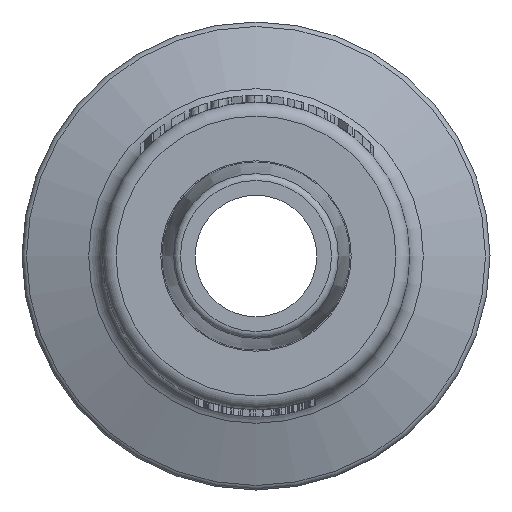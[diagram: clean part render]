
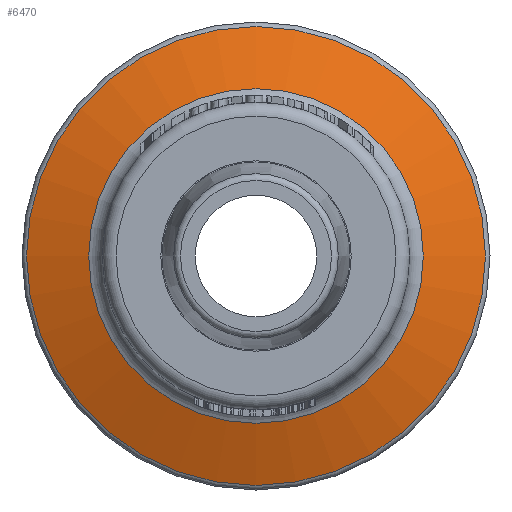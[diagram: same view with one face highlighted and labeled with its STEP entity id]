
A CAD part, left-side view. The second image highlights one B-rep face of the part: STEP entity #6470.
In plain terms, the highlighted conical face has half-angle 70 degrees and reference radius 21.463 mm.
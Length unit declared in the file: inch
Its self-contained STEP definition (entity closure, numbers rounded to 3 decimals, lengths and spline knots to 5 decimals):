
#156=CONICAL_SURFACE($,#6972,0.845,70.);
#1682=FACE_BOUND($,#2141,.T.);
#1733=FACE_OUTER_BOUND($,#2140,.T.);
#2140=EDGE_LOOP($,(#4689));
#2141=EDGE_LOOP($,(#4690));
#2564=CIRCLE($,#6868,0.72922);
#2635=CIRCLE($,#6973,1.00026);
#2763=VERTEX_POINT($,#8891);
#3000=VERTEX_POINT($,#10123);
#3442=EDGE_CURVE($,#2763,#2763,#2564,.T.);
#3679=EDGE_CURVE($,#3000,#3000,#2635,.T.);
#4689=ORIENTED_EDGE($,*,*,#3679,.F.);
#4690=ORIENTED_EDGE($,*,*,#3442,.F.);
#6470=ADVANCED_FACE($,(#1733,#1682),#156,.T.);
#6868=AXIS2_PLACEMENT_3D($,#8892,#7402,#7403);
#6972=AXIS2_PLACEMENT_3D($,#10122,#7661,#7662);
#6973=AXIS2_PLACEMENT_3D($,#10124,#7663,#7664);
#7402=DIRECTION('center_axis',(-1.,0.,0.));
#7403=DIRECTION('ref_axis',(0.,-1.,0.));
#7661=DIRECTION('center_axis',(1.,0.,0.));
#7662=DIRECTION('ref_axis',(0.,1.,0.));
#7663=DIRECTION('center_axis',(1.,0.,0.));
#7664=DIRECTION('ref_axis',(0.,-1.,0.));
#8891=CARTESIAN_POINT('',(2.41216,0.72922,0.));
#8892=CARTESIAN_POINT('Origin',(2.41216,0.,0.));
#10122=CARTESIAN_POINT('Origin',(2.45431,0.,0.));
#10123=CARTESIAN_POINT('',(2.51082,1.00026,0.));
#10124=CARTESIAN_POINT('Origin',(2.51082,0.,0.));
